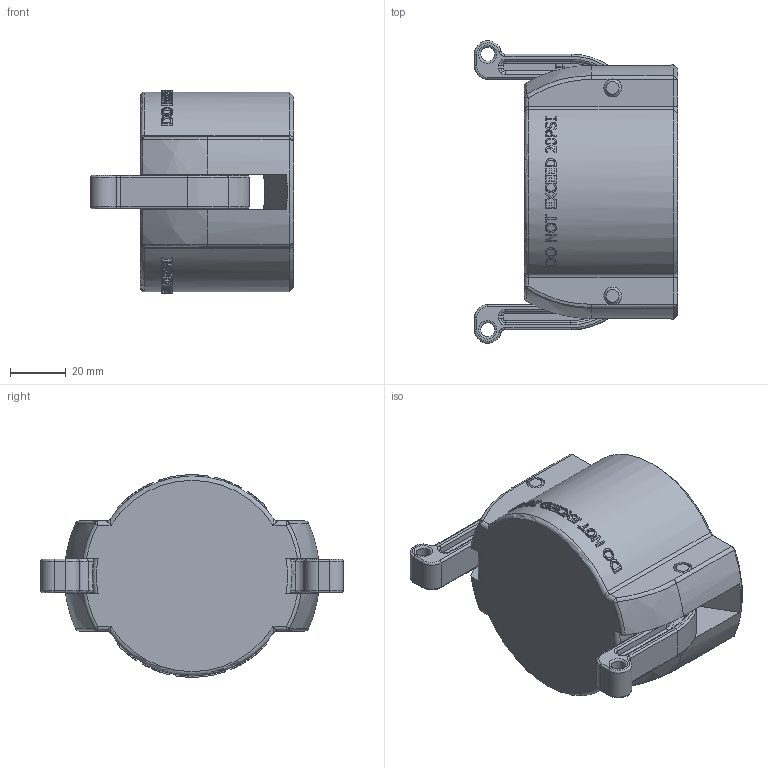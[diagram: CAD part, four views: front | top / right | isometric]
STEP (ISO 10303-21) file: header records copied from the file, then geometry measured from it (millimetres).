
FILE_DESCRIPTION((''),'2;1');
FILE_NAME('202CAP.stp','2013-06-19T15:51:20',('mclevenger'),(''),'Autodesk Inventor 2013','Autodesk Inventor 2013','');
FILE_SCHEMA(('AUTOMOTIVE_DESIGN { 1 0 10303 214 1 1 1 1 }'));
Length unit declared in the file: inch
Products named in the file (5): 202CAP; 202XCAP; 202K; 202P; 202G
Assembly tree (6 placements, depth 2):
  202CAP
    202XCAP
    202K  x2
    202P  x2
    202G
Bounding box: 73.13 x 108.91 x 72.9 mm (x, y, z)
Volume: 111927.6 mm3; surface area: 50129.2 mm2
Topology: 6 solids, 6 shells, 835 faces, 2152 edges, 1361 vertices
Faces by surface type: plane 315, bspline 252, cylinder 159, torus 88, cone 17, sphere 4
Full cylindrical faces by diameter (mm): 5.08 x2, 6.325 x2, 6.426 x4, 6.502 x2, 50.8 x1, 63.754 x1, 64.008 x1
Entity records: 26148 total; most frequent: CARTESIAN_POINT 10055, ORIENTED_EDGE 3616, DIRECTION 2785, EDGE_CURVE 1808, VERTEX_POINT 1175, AXIS2_PLACEMENT_3D 987, VECTOR 811, LINE 811
